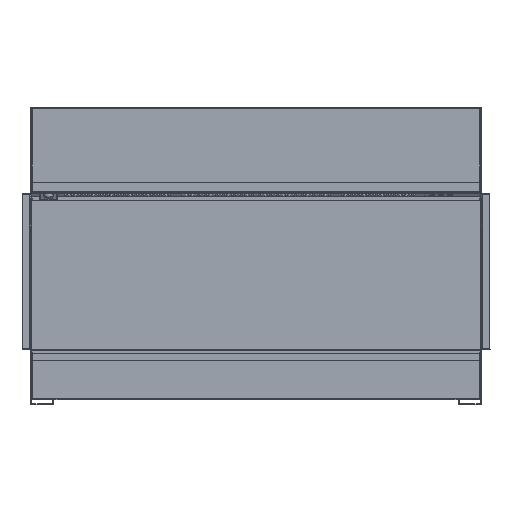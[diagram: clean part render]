
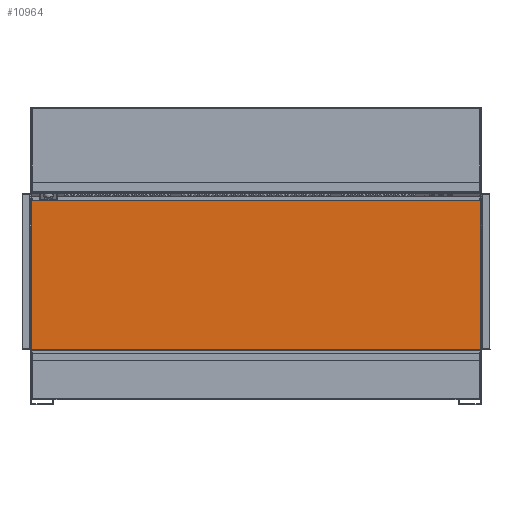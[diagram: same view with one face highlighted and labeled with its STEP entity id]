
A CAD part, top view. The second image highlights one B-rep face of the part: STEP entity #10964.
In plain terms, the highlighted planar face has unit normal (0, 0, 1).
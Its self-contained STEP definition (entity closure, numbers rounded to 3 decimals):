
#1026 = LINE ( 'NONE', #61874, #36354 ) ;
#1124 = VECTOR ( 'NONE', #67834, 1000. ) ;
#3125 = CARTESIAN_POINT ( 'NONE',  ( -374.5, -3.9, 147.75 ) ) ;
#3981 = VERTEX_POINT ( 'NONE', #64049 ) ;
#4769 = LINE ( 'NONE', #49772, #41463 ) ;
#6048 = DIRECTION ( 'NONE',  ( -0.707, -0.707, 0. ) ) ;
#6462 = EDGE_CURVE ( 'NONE', #60188, #3981, #72646, .T. ) ;
#6793 = AXIS2_PLACEMENT_3D ( 'NONE', #27670, #72310, #50166 ) ;
#9205 = ORIENTED_EDGE ( 'NONE', *, *, #50520, .T. ) ;
#10285 = EDGE_CURVE ( 'NONE', #18379, #38693, #42404, .T. ) ;
#10964 = ADVANCED_FACE ( 'Defeatured_15_13', ( #27317 ), #39120, .T. ) ;
#13545 = EDGE_CURVE ( 'NONE', #13770, #18379, #1026, .T. ) ;
#13770 = VERTEX_POINT ( 'NONE', #49281 ) ;
#14056 = DIRECTION ( 'NONE',  ( -1., 0., 0. ) ) ;
#16742 = EDGE_CURVE ( 'NONE', #67148, #60188, #51375, .T. ) ;
#17238 = VERTEX_POINT ( 'NONE', #20032 ) ;
#18379 = VERTEX_POINT ( 'NONE', #34813 ) ;
#19062 = VERTEX_POINT ( 'NONE', #56771 ) ;
#19914 = DIRECTION ( 'NONE',  ( -0.707, 0.707, 0. ) ) ;
#20032 = CARTESIAN_POINT ( 'NONE',  ( -498., -3.9, 147.75 ) ) ;
#22062 = DIRECTION ( 'NONE',  ( 0., 1., 0. ) ) ;
#22871 = CARTESIAN_POINT ( 'NONE',  ( -499., 335.6, 147.75 ) ) ;
#23200 = EDGE_CURVE ( 'NONE', #19062, #13770, #43119, .T. ) ;
#23526 = CARTESIAN_POINT ( 'NONE',  ( -499., 334.1, 147.75 ) ) ;
#25821 = VECTOR ( 'NONE', #53993, 1000. ) ;
#27317 = FACE_OUTER_BOUND ( 'NONE', #47158, .T. ) ;
#27670 = CARTESIAN_POINT ( 'NONE',  ( -374.5, 335.6, 147.75 ) ) ;
#27706 = CARTESIAN_POINT ( 'NONE',  ( -498., 335.1, 147.75 ) ) ;
#31003 = CARTESIAN_POINT ( 'NONE',  ( -374.5, 335.1, 147.75 ) ) ;
#34813 = CARTESIAN_POINT ( 'NONE',  ( 499., 334.1, 147.75 ) ) ;
#36354 = VECTOR ( 'NONE', #22062, 1000. ) ;
#36538 = LINE ( 'NONE', #31003, #38651 ) ;
#36688 = LINE ( 'NONE', #3125, #25821 ) ;
#37606 = CARTESIAN_POINT ( 'NONE',  ( 61.5, 771.6, 147.75 ) ) ;
#38651 = VECTOR ( 'NONE', #14056, 1000. ) ;
#38693 = VERTEX_POINT ( 'NONE', #44399 ) ;
#39120 = PLANE ( 'NONE',  #6793 ) ;
#40185 = EDGE_CURVE ( 'NONE', #17238, #19062, #36688, .T. ) ;
#41463 = VECTOR ( 'NONE', #51552, 1000. ) ;
#42404 = LINE ( 'NONE', #37606, #62009 ) ;
#42862 = VECTOR ( 'NONE', #49757, 1000. ) ;
#43119 = LINE ( 'NONE', #71147, #42862 ) ;
#44399 = CARTESIAN_POINT ( 'NONE',  ( 498., 335.1, 147.75 ) ) ;
#45488 = CARTESIAN_POINT ( 'NONE',  ( -436., 397.1, 147.75 ) ) ;
#47158 = EDGE_LOOP ( 'NONE', ( #63869, #50183, #72244, #60794, #57783, #61937, #57297, #9205 ) ) ;
#49281 = CARTESIAN_POINT ( 'NONE',  ( 499., -2.9, 147.75 ) ) ;
#49757 = DIRECTION ( 'NONE',  ( 0.707, 0.707, 0. ) ) ;
#49772 = CARTESIAN_POINT ( 'NONE',  ( -606., 104.1, 147.75 ) ) ;
#50166 = DIRECTION ( 'NONE',  ( 1., 0., 0. ) ) ;
#50183 = ORIENTED_EDGE ( 'NONE', *, *, #23200, .T. ) ;
#50520 = EDGE_CURVE ( 'NONE', #3981, #17238, #4769, .T. ) ;
#50824 = VECTOR ( 'NONE', #6048, 1000. ) ;
#51375 = LINE ( 'NONE', #45488, #50824 ) ;
#51552 = DIRECTION ( 'NONE',  ( 0.707, -0.707, 0. ) ) ;
#53993 = DIRECTION ( 'NONE',  ( 1., 0., 0. ) ) ;
#56519 = EDGE_CURVE ( 'NONE', #38693, #67148, #36538, .T. ) ;
#56771 = CARTESIAN_POINT ( 'NONE',  ( 498., -3.9, 147.75 ) ) ;
#57297 = ORIENTED_EDGE ( 'NONE', *, *, #6462, .T. ) ;
#57783 = ORIENTED_EDGE ( 'NONE', *, *, #56519, .T. ) ;
#60188 = VERTEX_POINT ( 'NONE', #23526 ) ;
#60794 = ORIENTED_EDGE ( 'NONE', *, *, #10285, .T. ) ;
#61874 = CARTESIAN_POINT ( 'NONE',  ( 499., 335.6, 147.75 ) ) ;
#61937 = ORIENTED_EDGE ( 'NONE', *, *, #16742, .T. ) ;
#62009 = VECTOR ( 'NONE', #19914, 1000. ) ;
#63869 = ORIENTED_EDGE ( 'NONE', *, *, #40185, .T. ) ;
#64049 = CARTESIAN_POINT ( 'NONE',  ( -499., -2.9, 147.75 ) ) ;
#67148 = VERTEX_POINT ( 'NONE', #27706 ) ;
#67834 = DIRECTION ( 'NONE',  ( 0., -1., 0. ) ) ;
#71147 = CARTESIAN_POINT ( 'NONE',  ( 231.5, -270.4, 147.75 ) ) ;
#72244 = ORIENTED_EDGE ( 'NONE', *, *, #13545, .T. ) ;
#72310 = DIRECTION ( 'NONE',  ( 0., 0., 1. ) ) ;
#72646 = LINE ( 'NONE', #22871, #1124 ) ;
